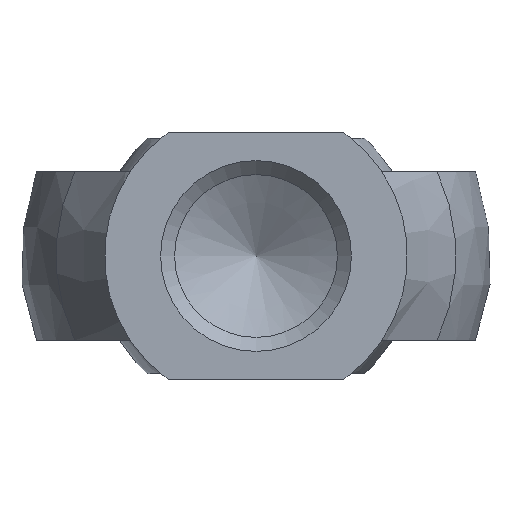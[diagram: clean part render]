
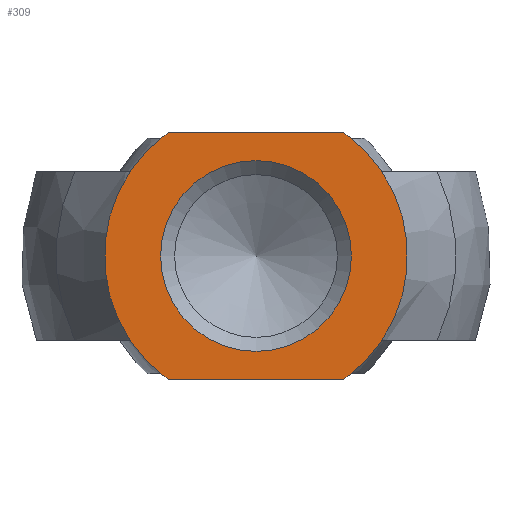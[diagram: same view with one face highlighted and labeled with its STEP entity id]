
A CAD part, front view. The second image highlights one B-rep face of the part: STEP entity #309.
In plain terms, the highlighted planar face has unit normal (0, -1, 0).
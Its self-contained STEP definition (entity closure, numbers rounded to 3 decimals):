
#39=LINE('',#501,#51);
#40=LINE('',#506,#52);
#51=VECTOR('',#397,1000.);
#52=VECTOR('',#400,1000.);
#63=ORIENTED_EDGE('',*,*,#141,.F.);
#64=ORIENTED_EDGE('',*,*,#142,.T.);
#65=ORIENTED_EDGE('',*,*,#143,.T.);
#66=ORIENTED_EDGE('',*,*,#144,.T.);
#67=ORIENTED_EDGE('',*,*,#145,.T.);
#141=EDGE_CURVE('',#180,#180,#208,.T.);
#142=EDGE_CURVE('',#181,#182,#39,.T.);
#143=EDGE_CURVE('',#182,#183,#209,.T.);
#144=EDGE_CURVE('',#183,#184,#40,.T.);
#145=EDGE_CURVE('',#184,#181,#210,.T.);
#180=VERTEX_POINT('',#500);
#181=VERTEX_POINT('',#502);
#182=VERTEX_POINT('',#503);
#183=VERTEX_POINT('',#505);
#184=VERTEX_POINT('',#507);
#208=CIRCLE('',#346,8.5);
#209=CIRCLE('',#347,13.5);
#210=CIRCLE('',#348,13.5);
#229=EDGE_LOOP('',(#63));
#230=EDGE_LOOP('',(#64,#65,#66,#67));
#263=FACE_BOUND('',#229,.T.);
#264=FACE_BOUND('',#230,.T.);
#298=PLANE('',#345);
#309=ADVANCED_FACE('',(#263,#264),#298,.T.);
#345=AXIS2_PLACEMENT_3D('',#498,#393,#394);
#346=AXIS2_PLACEMENT_3D('',#499,#395,#396);
#347=AXIS2_PLACEMENT_3D('',#504,#398,#399);
#348=AXIS2_PLACEMENT_3D('',#508,#401,#402);
#393=DIRECTION('',(0.,-1.,0.));
#394=DIRECTION('',(0.,0.,-1.));
#395=DIRECTION('',(0.,-1.,0.));
#396=DIRECTION('',(1.,0.,0.));
#397=DIRECTION('',(-1.,0.,0.));
#398=DIRECTION('',(0.,-1.,0.));
#399=DIRECTION('',(1.,0.,0.));
#400=DIRECTION('',(1.,0.,0.));
#401=DIRECTION('',(0.,-1.,0.));
#402=DIRECTION('',(1.,0.,0.));
#498=CARTESIAN_POINT('',(11.,0.,0.));
#499=CARTESIAN_POINT('',(0.,0.,0.));
#500=CARTESIAN_POINT('',(8.5,0.,0.));
#501=CARTESIAN_POINT('',(7.826,0.,11.));
#502=CARTESIAN_POINT('',(7.826,0.,11.));
#503=CARTESIAN_POINT('',(-7.826,0.,11.));
#504=CARTESIAN_POINT('',(0.,0.,0.));
#505=CARTESIAN_POINT('',(-7.826,0.,-11.));
#506=CARTESIAN_POINT('',(-7.826,0.,-11.));
#507=CARTESIAN_POINT('',(7.826,0.,-11.));
#508=CARTESIAN_POINT('',(0.,0.,0.));
